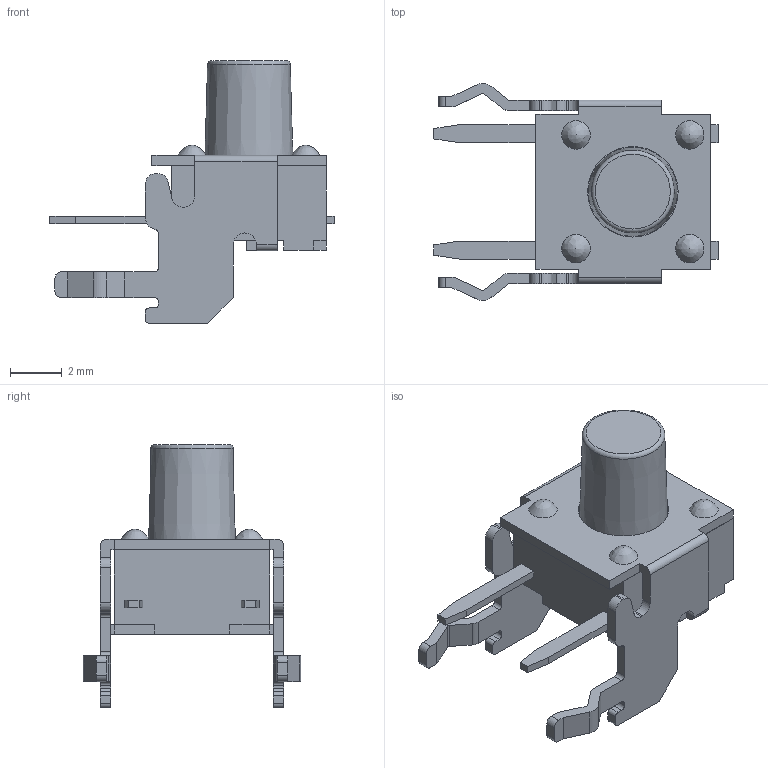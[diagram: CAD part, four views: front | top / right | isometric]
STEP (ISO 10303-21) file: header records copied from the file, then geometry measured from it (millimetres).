
FILE_DESCRIPTION(/* description */ (''),/* implementation_level */ '2;1');
FILE_NAME(/* name */ 'TL1105RFxxxx.stp',/* time_stamp */ '2020-06-23T08:52:36-05:00',/* author */ ('mwilliams'),/* organization */ (''),/* preprocessor_version */ 'ST-DEVELOPER v18',/* originating_system */ 'Autodesk Inventor 2020',/* authorisation */ '');
FILE_SCHEMA (('AUTOMOTIVE_DESIGN { 1 0 10303 214 3 1 1 }'));
Length unit declared in the file: inch
Products named in the file (1): P020222_Shrinkwrap_1
Bounding box: 11 x 8.4 x 10.17 mm (x, y, z)
Volume: 154.8 mm3; surface area: 531.7 mm2
Topology: 3 solids, 3 shells, 284 faces, 757 edges, 498 vertices
Faces by surface type: plane 183, cylinder 90, bspline 5, torus 5, cone 1
Full cylindrical faces by diameter (mm): 0.75 x8, 3.5 x1, 5 x1
Entity records: 9312 total; most frequent: CARTESIAN_POINT 1723, ORIENTED_EDGE 1504, DIRECTION 1485, EDGE_CURVE 752, LINE 567, VECTOR 567, VERTEX_POINT 498, AXIS2_PLACEMENT_3D 459
